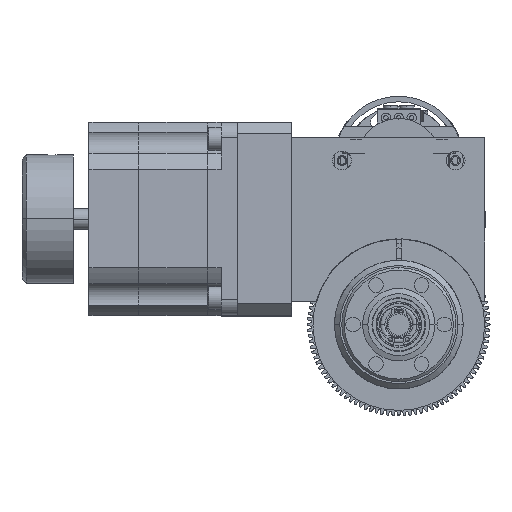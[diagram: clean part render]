
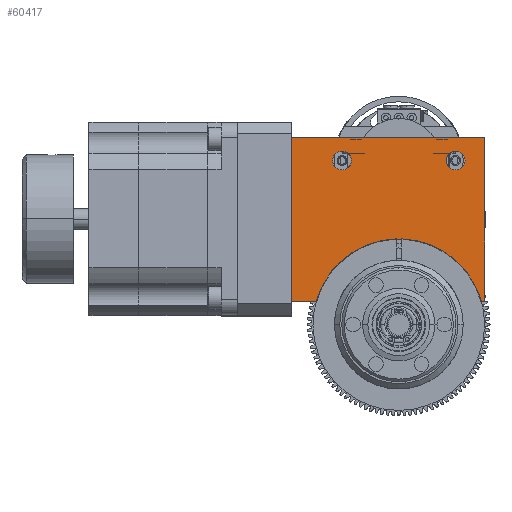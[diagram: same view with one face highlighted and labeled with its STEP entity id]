
A CAD part, front view. The second image highlights one B-rep face of the part: STEP entity #60417.
In plain terms, the highlighted planar face has unit normal (0, -1, 0).
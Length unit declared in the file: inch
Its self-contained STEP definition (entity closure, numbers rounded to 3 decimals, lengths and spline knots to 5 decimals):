
#1422 = EDGE_LOOP ( 'NONE', ( #61492, #61493 ) ) ;
#1424 = EDGE_LOOP ( 'NONE', ( #61682, #61554 ) ) ;
#1433 = EDGE_LOOP ( 'NONE', ( #61563, #61553, #61551, #61550, #61549, #61548 ) ) ;
#10481 = EDGE_CURVE ( 'NONE', #54281, #54259, #20198, .T. ) ;
#10493 = EDGE_CURVE ( 'NONE', #54259, #54262, #20221, .T. ) ;
#10887 = EDGE_CURVE ( 'NONE', #54308, #54281, #44582, .T. ) ;
#11044 = EDGE_CURVE ( 'NONE', #54271, #54308, #44654, .T. ) ;
#11202 = EDGE_CURVE ( 'NONE', #31248, #31304, #44729, .T. ) ;
#11409 = EDGE_CURVE ( 'NONE', #54261, #54271, #44807, .T. ) ;
#11471 = EDGE_CURVE ( 'NONE', #54262, #54261, #44827, .T. ) ;
#11654 = EDGE_CURVE ( 'NONE', #31246, #31201, #44996, .T. ) ;
#11734 = EDGE_CURVE ( 'NONE', #31201, #31246, #45093, .T. ) ;
#11890 = EDGE_CURVE ( 'NONE', #31304, #31248, #45183, .T. ) ;
#12302 = CARTESIAN_POINT ( 'NONE',  ( 0.662, 4.677, 2.0204 ) ) ;
#12347 = CARTESIAN_POINT ( 'NONE',  ( 0.662, 4.677, 1.8016 ) ) ;
#12349 = CARTESIAN_POINT ( 'NONE',  ( -0.662, 4.677, 1.8016 ) ) ;
#12414 = CARTESIAN_POINT ( 'NONE',  ( -0.662, 4.677, 2.0204 ) ) ;
#15718 = PLANE ( 'NONE',  #22322 ) ;
#15720 = CARTESIAN_POINT ( 'NONE',  ( 0., 4.677, 0. ) ) ;
#15738 = DIRECTION ( 'NONE',  ( 0., 1., 0. ) ) ;
#15740 = DIRECTION ( 'NONE',  ( 0., 0., 1. ) ) ;
#20198 = LINE ( 'NONE', #54645, #20208 ) ;
#20208 = VECTOR ( 'NONE', #54644, 39.37008 ) ;
#20218 = VECTOR ( 'NONE', #54664, 39.37008 ) ;
#20221 = LINE ( 'NONE', #54652, #20218 ) ;
#21267 = FACE_BOUND ( 'NONE', #1424, .T. ) ;
#21269 = FACE_BOUND ( 'NONE', #1422, .T. ) ;
#21277 = FACE_OUTER_BOUND ( 'NONE', #1433, .T. ) ;
#22322 = AXIS2_PLACEMENT_3D ( 'NONE', #15720, #15738, #15740 ) ;
#26089 = CARTESIAN_POINT ( 'NONE',  ( 1., 4.677, 2.181 ) ) ;
#26091 = CARTESIAN_POINT ( 'NONE',  ( 0.95738, 4.677, 0.271 ) ) ;
#26092 = CARTESIAN_POINT ( 'NONE',  ( 1., 4.677, 0.271 ) ) ;
#26097 = CARTESIAN_POINT ( 'NONE',  ( -0.95738, 4.677, 0.271 ) ) ;
#26102 = CARTESIAN_POINT ( 'NONE',  ( -1.25, 4.677, 2.181 ) ) ;
#26116 = CARTESIAN_POINT ( 'NONE',  ( -1.25, 4.677, 0.271 ) ) ;
#31201 = VERTEX_POINT ( 'NONE', #12302 ) ;
#31246 = VERTEX_POINT ( 'NONE', #12347 ) ;
#31248 = VERTEX_POINT ( 'NONE', #12349 ) ;
#31304 = VERTEX_POINT ( 'NONE', #12414 ) ;
#39360 = CARTESIAN_POINT ( 'NONE',  ( 0.662, 4.677, 1.911 ) ) ;
#39496 = AXIS2_PLACEMENT_3D ( 'NONE', #54105, #54397, #53498 ) ;
#39606 = AXIS2_PLACEMENT_3D ( 'NONE', #51581, #51336, #51504 ) ;
#39930 = AXIS2_PLACEMENT_3D ( 'NONE', #65220, #65245, #65204 ) ;
#40067 = AXIS2_PLACEMENT_3D ( 'NONE', #50672, #50913, #50648 ) ;
#40163 = AXIS2_PLACEMENT_3D ( 'NONE', #39360, #59125, #59132 ) ;
#44580 = VECTOR ( 'NONE', #54415, 39.37008 ) ;
#44582 = LINE ( 'NONE', #54558, #44580 ) ;
#44631 = VECTOR ( 'NONE', #54390, 39.37008 ) ;
#44654 = LINE ( 'NONE', #53171, #44631 ) ;
#44729 = CIRCLE ( 'NONE', #39496, 0.1094 ) ;
#44807 = CIRCLE ( 'NONE', #39606, 0.995 ) ;
#44827 = LINE ( 'NONE', #51509, #44828 ) ;
#44828 = VECTOR ( 'NONE', #51489, 39.37008 ) ;
#44996 = CIRCLE ( 'NONE', #40067, 0.1094 ) ;
#45093 = CIRCLE ( 'NONE', #40163, 0.1094 ) ;
#45183 = CIRCLE ( 'NONE', #39930, 0.1094 ) ;
#50648 = DIRECTION ( 'NONE',  ( 0., 0., -1. ) ) ;
#50672 = CARTESIAN_POINT ( 'NONE',  ( 0.662, 4.677, 1.911 ) ) ;
#50913 = DIRECTION ( 'NONE',  ( 0., -1., 0. ) ) ;
#51336 = DIRECTION ( 'NONE',  ( 0., -1., 0. ) ) ;
#51489 = DIRECTION ( 'NONE',  ( -1., 0., 0. ) ) ;
#51504 = DIRECTION ( 'NONE',  ( 0., 0., 1. ) ) ;
#51509 = CARTESIAN_POINT ( 'NONE',  ( 0.95738, 4.677, 0.271 ) ) ;
#51581 = CARTESIAN_POINT ( 'NONE',  ( 0., 4.677, 0. ) ) ;
#53171 = CARTESIAN_POINT ( 'NONE',  ( -1.25, 4.677, 0.271 ) ) ;
#53498 = DIRECTION ( 'NONE',  ( 0., 0., -1. ) ) ;
#54105 = CARTESIAN_POINT ( 'NONE',  ( -0.662, 4.677, 1.911 ) ) ;
#54259 = VERTEX_POINT ( 'NONE', #26089 ) ;
#54261 = VERTEX_POINT ( 'NONE', #26091 ) ;
#54262 = VERTEX_POINT ( 'NONE', #26092 ) ;
#54271 = VERTEX_POINT ( 'NONE', #26097 ) ;
#54281 = VERTEX_POINT ( 'NONE', #26102 ) ;
#54308 = VERTEX_POINT ( 'NONE', #26116 ) ;
#54390 = DIRECTION ( 'NONE',  ( -1., 0., 0. ) ) ;
#54397 = DIRECTION ( 'NONE',  ( 0., -1., 0. ) ) ;
#54415 = DIRECTION ( 'NONE',  ( 0., 0., 1. ) ) ;
#54558 = CARTESIAN_POINT ( 'NONE',  ( -1.25, 4.677, 2.181 ) ) ;
#54644 = DIRECTION ( 'NONE',  ( 1., 0., 0. ) ) ;
#54645 = CARTESIAN_POINT ( 'NONE',  ( -1.25, 4.677, 2.181 ) ) ;
#54652 = CARTESIAN_POINT ( 'NONE',  ( 1., 4.677, 2.181 ) ) ;
#54664 = DIRECTION ( 'NONE',  ( 0., 0., -1. ) ) ;
#59125 = DIRECTION ( 'NONE',  ( 0., -1., 0. ) ) ;
#59132 = DIRECTION ( 'NONE',  ( 0., 0., -1. ) ) ;
#60417 = ADVANCED_FACE ( 'NONE', ( #21269, #21267, #21277 ), #15718, .F. ) ;
#61492 = ORIENTED_EDGE ( 'NONE', *, *, #11654, .F. ) ;
#61493 = ORIENTED_EDGE ( 'NONE', *, *, #11734, .F. ) ;
#61548 = ORIENTED_EDGE ( 'NONE', *, *, #10481, .F. ) ;
#61549 = ORIENTED_EDGE ( 'NONE', *, *, #10493, .F. ) ;
#61550 = ORIENTED_EDGE ( 'NONE', *, *, #11471, .F. ) ;
#61551 = ORIENTED_EDGE ( 'NONE', *, *, #11409, .F. ) ;
#61553 = ORIENTED_EDGE ( 'NONE', *, *, #11044, .F. ) ;
#61554 = ORIENTED_EDGE ( 'NONE', *, *, #11890, .F. ) ;
#61563 = ORIENTED_EDGE ( 'NONE', *, *, #10887, .F. ) ;
#61682 = ORIENTED_EDGE ( 'NONE', *, *, #11202, .F. ) ;
#65204 = DIRECTION ( 'NONE',  ( 0., 0., -1. ) ) ;
#65220 = CARTESIAN_POINT ( 'NONE',  ( -0.662, 4.677, 1.911 ) ) ;
#65245 = DIRECTION ( 'NONE',  ( 0., -1., 0. ) ) ;
